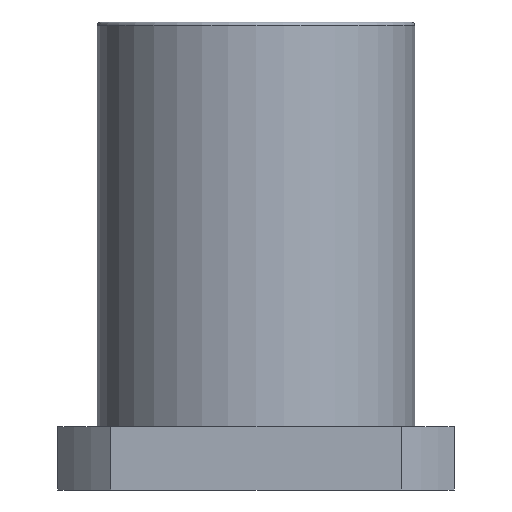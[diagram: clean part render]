
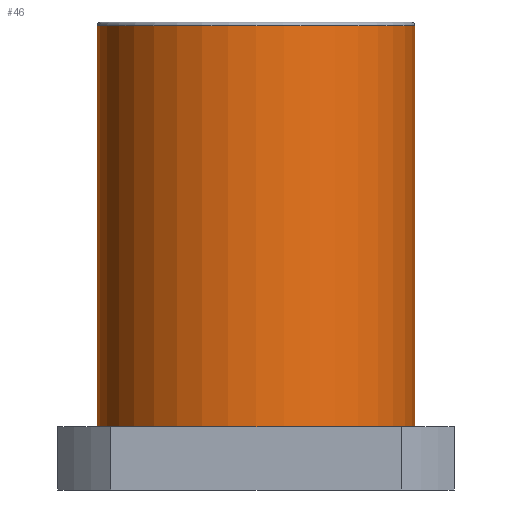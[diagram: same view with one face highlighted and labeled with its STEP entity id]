
A CAD part, front view. The second image highlights one B-rep face of the part: STEP entity #46.
In plain terms, the highlighted cylindrical face has radius 20 mm (diameter 40 mm), a partial arc.
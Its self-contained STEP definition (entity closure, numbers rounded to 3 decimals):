
#46 = ADVANCED_FACE ( 'NONE', ( #2954 ), #6214, .T. ) ;
#686 = ORIENTED_EDGE ( 'NONE', *, *, #5017, .F. ) ;
#771 = DIRECTION ( 'NONE',  ( 0., 0., -1. ) ) ;
#939 = AXIS2_PLACEMENT_3D ( 'NONE', #15085, #3278, #14165 ) ;
#1637 = EDGE_LOOP ( 'NONE', ( #686, #2753, #3751, #7416 ) ) ;
#2753 = ORIENTED_EDGE ( 'NONE', *, *, #5913, .T. ) ;
#2764 = DIRECTION ( 'NONE',  ( 1., 0., 0. ) ) ;
#2954 = FACE_OUTER_BOUND ( 'NONE', #1637, .T. ) ;
#3278 = DIRECTION ( 'NONE',  ( 0., 0., 1. ) ) ;
#3681 = VERTEX_POINT ( 'NONE', #12867 ) ;
#3751 = ORIENTED_EDGE ( 'NONE', *, *, #10607, .T. ) ;
#3921 = CIRCLE ( 'NONE', #939, 20. ) ;
#3944 = VECTOR ( 'NONE', #5229, 1000. ) ;
#3964 = CARTESIAN_POINT ( 'NONE',  ( 0., 0., 51. ) ) ;
#4063 = CARTESIAN_POINT ( 'NONE',  ( -20., 0., 51. ) ) ;
#4109 = DIRECTION ( 'NONE',  ( 0., 0., -1. ) ) ;
#4353 = AXIS2_PLACEMENT_3D ( 'NONE', #3964, #4109, #12442 ) ;
#4602 = AXIS2_PLACEMENT_3D ( 'NONE', #5082, #14563, #2764 ) ;
#4755 = EDGE_CURVE ( 'NONE', #5947, #15184, #3921, .T. ) ;
#5017 = EDGE_CURVE ( 'NONE', #3681, #15184, #7830, .T. ) ;
#5082 = CARTESIAN_POINT ( 'NONE',  ( 0., 0., 50.5 ) ) ;
#5229 = DIRECTION ( 'NONE',  ( 0., 0., -1. ) ) ;
#5346 = CIRCLE ( 'NONE', #4602, 20. ) ;
#5913 = EDGE_CURVE ( 'NONE', #3681, #12212, #5346, .T. ) ;
#5947 = VERTEX_POINT ( 'NONE', #7551 ) ;
#6214 = CYLINDRICAL_SURFACE ( 'NONE', #4353, 20. ) ;
#6314 = LINE ( 'NONE', #4063, #3944 ) ;
#6467 = CARTESIAN_POINT ( 'NONE',  ( -20., 0., 50.5 ) ) ;
#7416 = ORIENTED_EDGE ( 'NONE', *, *, #4755, .T. ) ;
#7551 = CARTESIAN_POINT ( 'NONE',  ( -20., 0., 0. ) ) ;
#7830 = LINE ( 'NONE', #11434, #10873 ) ;
#10607 = EDGE_CURVE ( 'NONE', #12212, #5947, #6314, .T. ) ;
#10712 = CARTESIAN_POINT ( 'NONE',  ( 20., 0., 0. ) ) ;
#10873 = VECTOR ( 'NONE', #771, 1000. ) ;
#11434 = CARTESIAN_POINT ( 'NONE',  ( 20., 0., 51. ) ) ;
#12212 = VERTEX_POINT ( 'NONE', #6467 ) ;
#12442 = DIRECTION ( 'NONE',  ( -1., 0., 0. ) ) ;
#12867 = CARTESIAN_POINT ( 'NONE',  ( 20., 0., 50.5 ) ) ;
#14165 = DIRECTION ( 'NONE',  ( 1., 0., 0. ) ) ;
#14563 = DIRECTION ( 'NONE',  ( 0., 0., -1. ) ) ;
#15085 = CARTESIAN_POINT ( 'NONE',  ( 0., 0., 0. ) ) ;
#15184 = VERTEX_POINT ( 'NONE', #10712 ) ;
